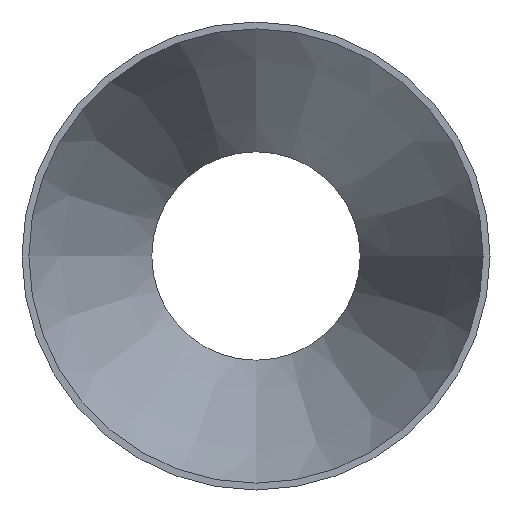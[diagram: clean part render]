
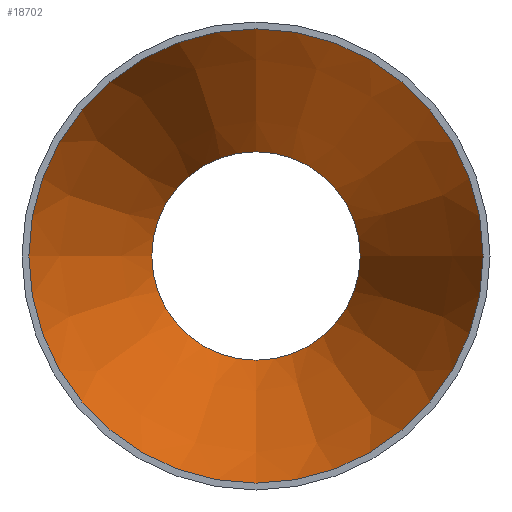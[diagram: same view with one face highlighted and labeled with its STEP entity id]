
A CAD part, front view. The second image highlights one B-rep face of the part: STEP entity #18702.
In plain terms, the highlighted conical face has half-angle 20.738 degrees and reference radius 106.342 mm.
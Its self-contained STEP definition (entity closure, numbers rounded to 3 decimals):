
#1611 = DIRECTION ( 'NONE',  ( 0., -1., 0. ) ) ;
#2318 = DIRECTION ( 'NONE',  ( 0., 0., -1. ) ) ;
#2838 = AXIS2_PLACEMENT_3D ( 'NONE', #4893, #17047, #2318 ) ;
#2915 = CARTESIAN_POINT ( 'NONE',  ( 0., 152., -48.792 ) ) ;
#4893 = CARTESIAN_POINT ( 'NONE',  ( 0., 0., 0. ) ) ;
#5482 = VERTEX_POINT ( 'NONE', #2915 ) ;
#6432 = CARTESIAN_POINT ( 'NONE',  ( 0., 152., 0. ) ) ;
#9515 = CARTESIAN_POINT ( 'NONE',  ( 0., 0., 0. ) ) ;
#11566 = CIRCLE ( 'NONE', #15647, 48.792 ) ;
#11743 = DIRECTION ( 'NONE',  ( 0., -1., 0. ) ) ;
#12217 = FACE_BOUND ( 'NONE', #22651, .T. ) ;
#13030 = CONICAL_SURFACE ( 'NONE', #2838, 106.342, 0.362 ) ;
#14288 = CIRCLE ( 'NONE', #28663, 106.342 ) ;
#14793 = FACE_OUTER_BOUND ( 'NONE', #26769, .T. ) ;
#15647 = AXIS2_PLACEMENT_3D ( 'NONE', #6432, #1611, #16184 ) ;
#16184 = DIRECTION ( 'NONE',  ( 0., 0., -1. ) ) ;
#17047 = DIRECTION ( 'NONE',  ( 0., -1., 0. ) ) ;
#18702 = ADVANCED_FACE ( 'NONE', ( #12217, #14793 ), #13030, .F. ) ;
#21540 = DIRECTION ( 'NONE',  ( 0., 0., -1. ) ) ;
#21777 = ORIENTED_EDGE ( 'NONE', *, *, #31264, .T. ) ;
#22312 = CARTESIAN_POINT ( 'NONE',  ( 0., 0., -106.342 ) ) ;
#22466 = VERTEX_POINT ( 'NONE', #22312 ) ;
#22651 = EDGE_LOOP ( 'NONE', ( #31753 ) ) ;
#26769 = EDGE_LOOP ( 'NONE', ( #21777 ) ) ;
#26936 = EDGE_CURVE ( 'NONE', #5482, #5482, #11566, .T. ) ;
#28663 = AXIS2_PLACEMENT_3D ( 'NONE', #9515, #11743, #21540 ) ;
#31264 = EDGE_CURVE ( 'NONE', #22466, #22466, #14288, .T. ) ;
#31753 = ORIENTED_EDGE ( 'NONE', *, *, #26936, .F. ) ;
